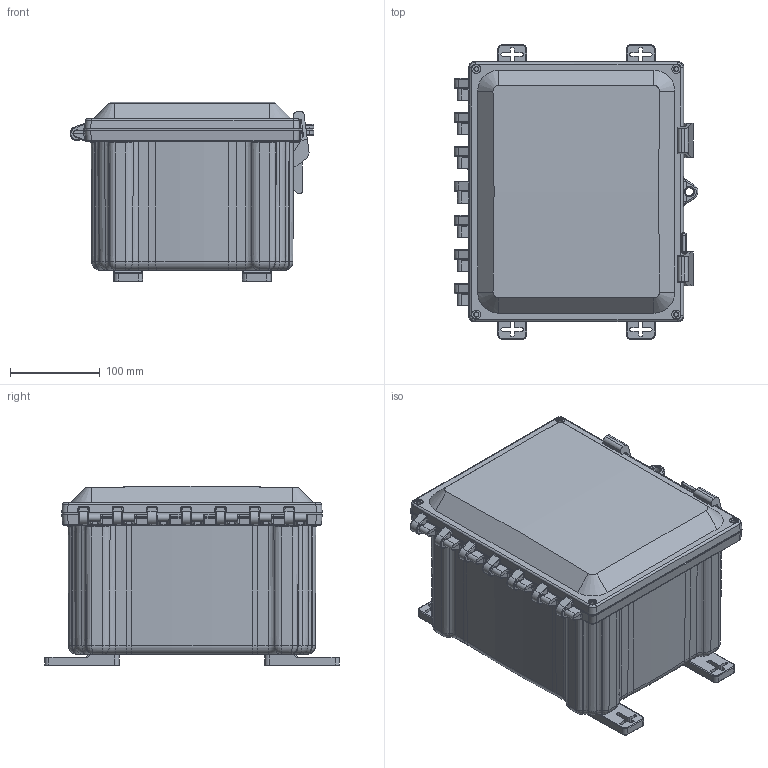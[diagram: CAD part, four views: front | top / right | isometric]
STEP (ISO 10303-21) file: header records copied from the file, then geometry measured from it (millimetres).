
FILE_DESCRIPTION (( 'STEP AP214' ), '1' );
FILE_NAME ('AH1086HW.STEP', '2025-02-19T16:49:24', ( '' ), ( '' ), 'SwSTEP 2.0', 'SolidWorks 2024', '' );
FILE_SCHEMA (( 'AUTOMOTIVE_DESIGN' ));
Length unit declared in the file: inch
Products named in the file (1): AH1086HW
Bounding box: 271.18 x 327.46 x 199.55 mm (x, y, z)
Volume: 1606370.5 mm3; surface area: 702723 mm2
Topology: 6 solids, 10 shells, 2339 faces, 5751 edges, 3489 vertices
Faces by surface type: cylinder 750, plane 641, bspline 579, cone 184, torus 178, sphere 7
Full cylindrical faces by diameter (mm): 3.967 x4, 4.953 x4, 6.35 x8, 6.731 x4, 7.937 x10, 7.938 x1, 8.319 x7, 9.525 x1, 9.906 x4, 11.43 x1
Entity records: 114423 total; most frequent: CARTESIAN_POINT 68547, ORIENTED_EDGE 11086, DIRECTION 7039, EDGE_CURVE 5543, VERTEX_POINT 3408, EDGE_LOOP 2561, AXIS2_PLACEMENT_3D 2557, FACE_OUTER_BOUND 2391
